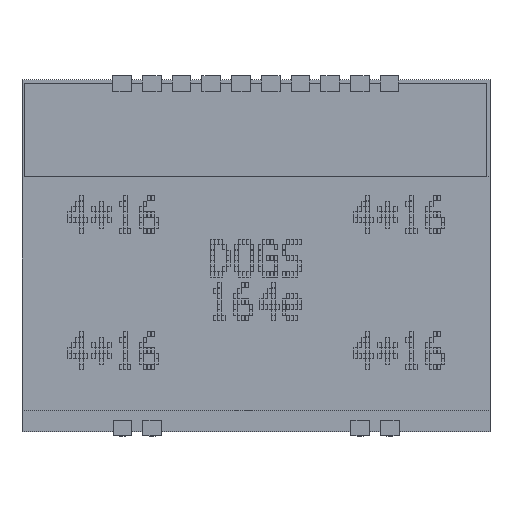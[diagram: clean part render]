
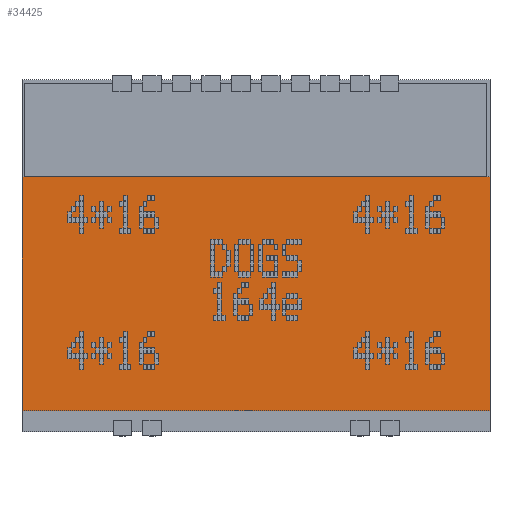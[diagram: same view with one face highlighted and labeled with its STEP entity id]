
A CAD part, top view. The second image highlights one B-rep face of the part: STEP entity #34425.
In plain terms, the highlighted planar face has unit normal (0, 0, 1).
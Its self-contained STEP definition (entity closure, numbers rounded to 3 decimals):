
#2733=FACE_OUTER_BOUND('',#4933,.T.);
#4933=EDGE_LOOP('',(#29413,#29414,#29415,#29416));
#9157=LINE('',#54734,#13585);
#9158=LINE('',#54736,#13586);
#9159=LINE('',#54738,#13587);
#9160=LINE('',#54739,#13588);
#13585=VECTOR('',#45220,1000.);
#13586=VECTOR('',#45221,1000.);
#13587=VECTOR('',#45222,1000.);
#13588=VECTOR('',#45223,1000.);
#16673=VERTEX_POINT('',#54732);
#16674=VERTEX_POINT('',#54733);
#16675=VERTEX_POINT('',#54735);
#16676=VERTEX_POINT('',#54737);
#20965=EDGE_CURVE('',#16673,#16674,#9157,.T.);
#20966=EDGE_CURVE('',#16675,#16673,#9158,.T.);
#20967=EDGE_CURVE('',#16676,#16675,#9159,.T.);
#20968=EDGE_CURVE('',#16674,#16676,#9160,.T.);
#29413=ORIENTED_EDGE('',*,*,#20965,.F.);
#29414=ORIENTED_EDGE('',*,*,#20966,.F.);
#29415=ORIENTED_EDGE('',*,*,#20967,.F.);
#29416=ORIENTED_EDGE('',*,*,#20968,.F.);
#32225=PLANE('',#37000);
#34425=ADVANCED_FACE('',(#2733),#32225,.F.);
#37000=AXIS2_PLACEMENT_3D('',#54731,#45218,#45219);
#45218=DIRECTION('center_axis',(0.,0.,-1.));
#45219=DIRECTION('ref_axis',(-1.,0.,0.));
#45220=DIRECTION('',(0.,1.,0.));
#45221=DIRECTION('',(-1.,0.,0.));
#45222=DIRECTION('',(0.,-1.,0.));
#45223=DIRECTION('',(1.,0.,0.));
#54731=CARTESIAN_POINT('Origin',(0.,-0.94,5.2));
#54732=CARTESIAN_POINT('',(-20.,-10.94,5.2));
#54733=CARTESIAN_POINT('',(-20.,9.06,5.2));
#54734=CARTESIAN_POINT('',(-20.,-0.94,5.2));
#54735=CARTESIAN_POINT('',(20.,-10.94,5.2));
#54736=CARTESIAN_POINT('',(0.,-10.94,5.2));
#54737=CARTESIAN_POINT('',(20.,9.06,5.2));
#54738=CARTESIAN_POINT('',(20.,-0.94,5.2));
#54739=CARTESIAN_POINT('',(0.,9.06,5.2));
